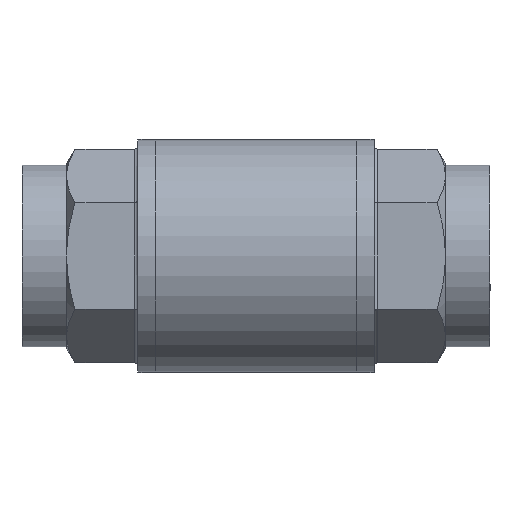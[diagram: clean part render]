
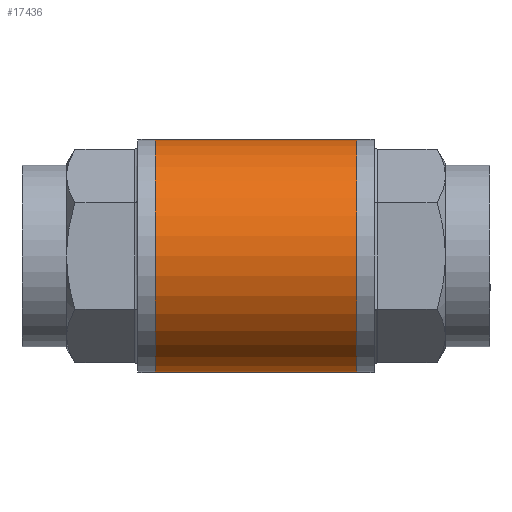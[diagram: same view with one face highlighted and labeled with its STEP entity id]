
A CAD part, front view. The second image highlights one B-rep face of the part: STEP entity #17436.
In plain terms, the highlighted cylindrical face has radius 17 mm (diameter 34 mm), a full revolution.
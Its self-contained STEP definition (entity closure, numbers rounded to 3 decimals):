
#235=FACE_BOUND('',#2528,.T.);
#1498=FACE_OUTER_BOUND('',#2527,.T.);
#2527=EDGE_LOOP('',(#13495,#13496,#13497,#13498));
#2528=EDGE_LOOP('',(#13499,#13500));
#3257=CIRCLE('',#18391,17.);
#3258=CIRCLE('',#18392,17.);
#4076=B_SPLINE_CURVE_WITH_KNOTS('',3,(#38635,#38636,#38637,#38638,#38639,
#38640,#38641,#38642,#38643,#38644,#38645,#38646,#38647,#38648,#38649,#38650,
#38651,#38652,#38653,#38654),.UNSPECIFIED.,.F.,.F.,(4,2,2,2,2,2,2,2,2,4),
(-5.022,-4.957,-4.66,-4.362,
-4.065,-3.767,-3.47,-2.9,
-2.615,-2.33),.UNSPECIFIED.);
#4077=B_SPLINE_CURVE_WITH_KNOTS('',3,(#38655,#38656,#38657,#38658,#38659,
#38660,#38661,#38662,#38663,#38664,#38665,#38666,#38667,#38668,#38669,#38670,
#38671,#38672,#38673,#38674,#38675,#38676,#38677,#38678,#38679,#38680,#38681,
#38682,#38683,#38684,#38685,#38686,#38687,#38688,#38689,#38690,#38691,#38692,
#38693,#38694,#38695,#38696,#38697),.UNSPECIFIED.,.F.,.F.,(4,2,2,2,2,2,
2,3,2,2,2,2,2,2,2,2,2,2,2,2,4),(-2.33,-2.045,-1.76,
-1.19,-0.893,-0.595,-0.298,
0.,0.298,0.595,0.893,1.19,
1.76,2.045,2.33,2.615,2.9,
3.47,3.767,4.065,4.297),
 .UNSPECIFIED.);
#5137=LINE('',#38713,#6162);
#6162=VECTOR('',#19906,17.);
#7517=VERTEX_POINT('',#38633);
#7518=VERTEX_POINT('',#38634);
#7521=VERTEX_POINT('',#38710);
#7522=VERTEX_POINT('',#38712);
#9705=EDGE_CURVE('',#7517,#7518,#4076,.T.);
#9706=EDGE_CURVE('',#7518,#7517,#4077,.T.);
#9711=EDGE_CURVE('',#7521,#7521,#3257,.T.);
#9712=EDGE_CURVE('',#7521,#7522,#5137,.T.);
#9713=EDGE_CURVE('',#7522,#7522,#3258,.T.);
#13495=ORIENTED_EDGE('',*,*,#9711,.F.);
#13496=ORIENTED_EDGE('',*,*,#9712,.T.);
#13497=ORIENTED_EDGE('',*,*,#9713,.F.);
#13498=ORIENTED_EDGE('',*,*,#9712,.F.);
#13499=ORIENTED_EDGE('',*,*,#9705,.T.);
#13500=ORIENTED_EDGE('',*,*,#9706,.T.);
#16939=CYLINDRICAL_SURFACE('',#18390,17.);
#17436=ADVANCED_FACE('',(#1498,#235),#16939,.T.);
#18390=AXIS2_PLACEMENT_3D('',#38709,#19902,#19903);
#18391=AXIS2_PLACEMENT_3D('',#38711,#19904,#19905);
#18392=AXIS2_PLACEMENT_3D('',#38714,#19907,#19908);
#19902=DIRECTION('center_axis',(1.,0.,0.));
#19903=DIRECTION('ref_axis',(0.,0.,-1.));
#19904=DIRECTION('center_axis',(1.,0.,0.));
#19905=DIRECTION('ref_axis',(0.,0.,-1.));
#19906=DIRECTION('',(-1.,0.,0.));
#19907=DIRECTION('center_axis',(-1.,0.,0.));
#19908=DIRECTION('ref_axis',(0.,0.,-1.));
#38633=CARTESIAN_POINT('',(3.5,9.909,13.813));
#38634=CARTESIAN_POINT('',(-14.25,17.,0.));
#38635=CARTESIAN_POINT('Ctrl Pts',(3.5,9.909,13.813));
#38636=CARTESIAN_POINT('Ctrl Pts',(3.3,9.838,13.864));
#38637=CARTESIAN_POINT('Ctrl Pts',(3.099,9.772,13.911));
#38638=CARTESIAN_POINT('Ctrl Pts',(1.961,9.433,14.147));
#38639=CARTESIAN_POINT('Ctrl Pts',(0.992,9.27,14.25));
#38640=CARTESIAN_POINT('Ctrl Pts',(-0.992,9.27,
14.25));
#38641=CARTESIAN_POINT('Ctrl Pts',(-1.961,9.433,14.147));
#38642=CARTESIAN_POINT('Ctrl Pts',(-3.829,9.99,13.759));
#38643=CARTESIAN_POINT('Ctrl Pts',(-4.729,10.381,13.475));
#38644=CARTESIAN_POINT('Ctrl Pts',(-6.439,11.264,12.746));
#38645=CARTESIAN_POINT('Ctrl Pts',(-7.251,11.755,12.301));
#38646=CARTESIAN_POINT('Ctrl Pts',(-8.759,12.741,11.277));
#38647=CARTESIAN_POINT('Ctrl Pts',(-9.454,13.234,10.698));
#38648=CARTESIAN_POINT('Ctrl Pts',(-11.268,14.569,8.885));
#38649=CARTESIAN_POINT('Ctrl Pts',(-12.355,15.44,7.35));
#38650=CARTESIAN_POINT('Ctrl Pts',(-13.475,16.354,4.732));
#38651=CARTESIAN_POINT('Ctrl Pts',(-13.766,16.596,3.807));
#38652=CARTESIAN_POINT('Ctrl Pts',(-14.154,16.919,1.916));
#38653=CARTESIAN_POINT('Ctrl Pts',(-14.25,17.,0.95));
#38654=CARTESIAN_POINT('Ctrl Pts',(-14.25,17.,0.));
#38655=CARTESIAN_POINT('Ctrl Pts',(-14.25,17.,0.));
#38656=CARTESIAN_POINT('Ctrl Pts',(-14.25,17.,-0.95));
#38657=CARTESIAN_POINT('Ctrl Pts',(-14.154,16.919,-1.916));
#38658=CARTESIAN_POINT('Ctrl Pts',(-13.766,16.596,-3.807));
#38659=CARTESIAN_POINT('Ctrl Pts',(-13.475,16.354,-4.732));
#38660=CARTESIAN_POINT('Ctrl Pts',(-12.355,15.44,-7.35));
#38661=CARTESIAN_POINT('Ctrl Pts',(-11.268,14.569,-8.885));
#38662=CARTESIAN_POINT('Ctrl Pts',(-9.454,13.234,-10.698));
#38663=CARTESIAN_POINT('Ctrl Pts',(-8.759,12.741,-11.277));
#38664=CARTESIAN_POINT('Ctrl Pts',(-7.251,11.755,-12.301));
#38665=CARTESIAN_POINT('Ctrl Pts',(-6.439,11.264,-12.746));
#38666=CARTESIAN_POINT('Ctrl Pts',(-4.729,10.381,-13.475));
#38667=CARTESIAN_POINT('Ctrl Pts',(-3.829,9.99,-13.759));
#38668=CARTESIAN_POINT('Ctrl Pts',(-1.961,9.433,-14.147));
#38669=CARTESIAN_POINT('Ctrl Pts',(-0.992,9.27,
-14.25));
#38670=CARTESIAN_POINT('Ctrl Pts',(0.,9.27,-14.25));
#38671=CARTESIAN_POINT('Ctrl Pts',(0.992,9.27,-14.25));
#38672=CARTESIAN_POINT('Ctrl Pts',(1.961,9.433,-14.147));
#38673=CARTESIAN_POINT('Ctrl Pts',(3.829,9.99,-13.759));
#38674=CARTESIAN_POINT('Ctrl Pts',(4.729,10.381,-13.475));
#38675=CARTESIAN_POINT('Ctrl Pts',(6.439,11.264,-12.746));
#38676=CARTESIAN_POINT('Ctrl Pts',(7.251,11.755,-12.301));
#38677=CARTESIAN_POINT('Ctrl Pts',(8.759,12.741,-11.277));
#38678=CARTESIAN_POINT('Ctrl Pts',(9.454,13.234,-10.698));
#38679=CARTESIAN_POINT('Ctrl Pts',(11.268,14.569,-8.885));
#38680=CARTESIAN_POINT('Ctrl Pts',(12.355,15.44,-7.35));
#38681=CARTESIAN_POINT('Ctrl Pts',(13.475,16.354,-4.732));
#38682=CARTESIAN_POINT('Ctrl Pts',(13.766,16.596,-3.807));
#38683=CARTESIAN_POINT('Ctrl Pts',(14.154,16.919,-1.916));
#38684=CARTESIAN_POINT('Ctrl Pts',(14.25,17.,-0.95));
#38685=CARTESIAN_POINT('Ctrl Pts',(14.25,17.,0.95));
#38686=CARTESIAN_POINT('Ctrl Pts',(14.154,16.919,1.916));
#38687=CARTESIAN_POINT('Ctrl Pts',(13.766,16.596,3.807));
#38688=CARTESIAN_POINT('Ctrl Pts',(13.475,16.354,4.732));
#38689=CARTESIAN_POINT('Ctrl Pts',(12.355,15.44,7.35));
#38690=CARTESIAN_POINT('Ctrl Pts',(11.268,14.569,8.885));
#38691=CARTESIAN_POINT('Ctrl Pts',(9.454,13.234,10.698));
#38692=CARTESIAN_POINT('Ctrl Pts',(8.759,12.741,11.277));
#38693=CARTESIAN_POINT('Ctrl Pts',(7.251,11.755,12.301));
#38694=CARTESIAN_POINT('Ctrl Pts',(6.439,11.264,12.746));
#38695=CARTESIAN_POINT('Ctrl Pts',(4.915,10.477,13.395));
#38696=CARTESIAN_POINT('Ctrl Pts',(4.219,10.163,13.631));
#38697=CARTESIAN_POINT('Ctrl Pts',(3.5,9.909,13.813));
#38709=CARTESIAN_POINT('Origin',(0.,0.,0.));
#38710=CARTESIAN_POINT('',(14.7,0.,17.));
#38711=CARTESIAN_POINT('Origin',(14.7,0.,0.));
#38712=CARTESIAN_POINT('',(-14.7,0.,17.));
#38713=CARTESIAN_POINT('',(0.,0.,17.));
#38714=CARTESIAN_POINT('Origin',(-14.7,0.,0.));
